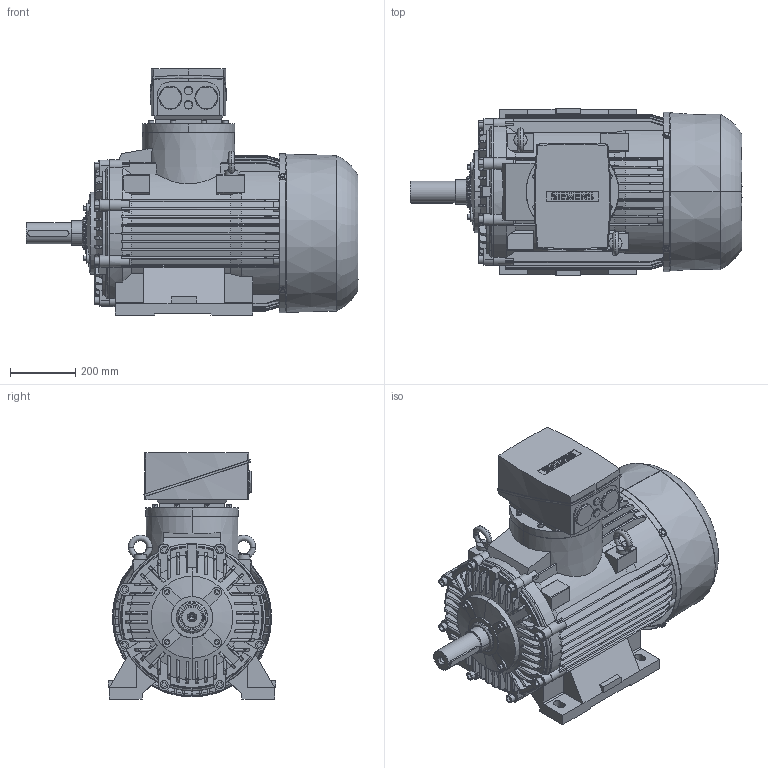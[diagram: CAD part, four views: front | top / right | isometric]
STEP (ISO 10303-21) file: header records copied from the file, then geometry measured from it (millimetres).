
FILE_DESCRIPTION(('STEP AP214'),'1');
FILE_NAME('cctmp_D135945D-0CD5-4174-8F71-7B2B50C10CCE_2023_06_27_10_56_00_0479..stp','2023-06-27T08:56:02',('SIEMENS A&D'),('CADClick - www.CADClick.com'),'Spatial InterOp 3D',' ','unknown authorization');
FILE_SCHEMA(('AUTOMOTIVE_DESIGN'));
Length unit declared in the file: millimetre
Products named in the file (38): cc_unnamed; 2023_06_27_10_56_00_0417; 2023_06_27_10_56_00_0385; 2023_06_27_10_56_00_0354; 2023_06_27_10_56_00_0323; 2023_06_27_10_56_00_0292; 2023_06_27_10_56_00_0260; 2023_06_27_10_56_00_0229; 2023_06_27_10_56_00_0198; 2023_06_27_10_56_00_0167; 2023_06_27_10_56_00_0135; 2023_06_27_10_56_00_0104; 2023_06_27_10_56_00_0073; 2023_06_27_10_56_00_0042; 2023_06_27_10_56_00_0010; 2023_06_27_10_55_59_0979; 2023_06_27_10_55_59_0948; 2023_06_27_10_55_59_0917; 2023_06_27_10_55_59_0885; 2023_06_27_10_55_59_0854; 2023_06_27_10_55_59_0823; 2023_06_27_10_55_59_0792; 2023_06_27_10_55_59_0760; 2023_06_27_10_55_59_0729; 2023_06_27_10_55_59_0698; 2023_06_27_10_55_59_0667; 2023_06_27_10_55_59_0635; 2023_06_27_10_55_59_0604; 2023_06_27_10_55_59_0573; 2023_06_27_10_55_59_0542; 2023_06_27_10_55_59_0510; 2023_06_27_10_55_59_0479; 2023_06_27_10_55_59_0448; 2023_06_27_10_55_59_0417; 2023_06_27_10_55_59_0385; 2023_06_27_10_55_59_0354; 2023_06_27_10_55_59_0323; 2023_06_27_10_55_59_0292
Assembly tree (37 placements, depth 2):
  cc_unnamed
    2023_06_27_10_56_00_0417
    2023_06_27_10_56_00_0385
    2023_06_27_10_56_00_0354
    2023_06_27_10_56_00_0323
    2023_06_27_10_56_00_0292
    2023_06_27_10_56_00_0260
    2023_06_27_10_56_00_0229
    2023_06_27_10_56_00_0198
    2023_06_27_10_56_00_0167
    2023_06_27_10_56_00_0135
    2023_06_27_10_56_00_0104
    2023_06_27_10_56_00_0073
    2023_06_27_10_56_00_0042
    2023_06_27_10_56_00_0010
    2023_06_27_10_55_59_0979
    2023_06_27_10_55_59_0948
    2023_06_27_10_55_59_0917
    2023_06_27_10_55_59_0885
    2023_06_27_10_55_59_0854
    2023_06_27_10_55_59_0823
    2023_06_27_10_55_59_0792
    2023_06_27_10_55_59_0760
    2023_06_27_10_55_59_0729
    2023_06_27_10_55_59_0698
    2023_06_27_10_55_59_0667
    2023_06_27_10_55_59_0635
    2023_06_27_10_55_59_0604
    2023_06_27_10_55_59_0573
    2023_06_27_10_55_59_0542
    2023_06_27_10_55_59_0510
    2023_06_27_10_55_59_0479
    2023_06_27_10_55_59_0448
    2023_06_27_10_55_59_0417
    2023_06_27_10_55_59_0385
    2023_06_27_10_55_59_0354
    2023_06_27_10_55_59_0323
    2023_06_27_10_55_59_0292
Bounding box: 1014 x 513 x 752 mm (x, y, z)
Volume: 120018936.1 mm3; surface area: 4218566.5 mm2
Topology: 37 solids, 37 shells, 2716 faces, 7697 edges, 5089 vertices
Faces by surface type: cylinder 1451, plane 905, cone 234, torus 126
Entity records: 123702 total; most frequent: CARTESIAN_POINT 28413, DIRECTION 15618, ORIENTED_EDGE 15390, EDGE_CURVE 7695, AXIS2_PLACEMENT_3D 6133, VERTEX_POINT 5089, LINE 3352, VECTOR 3352
